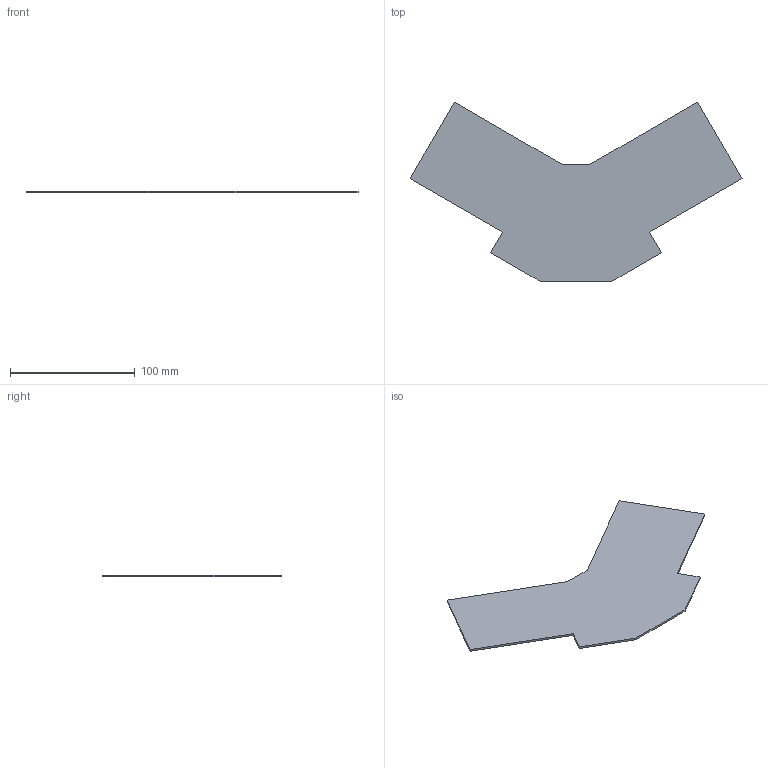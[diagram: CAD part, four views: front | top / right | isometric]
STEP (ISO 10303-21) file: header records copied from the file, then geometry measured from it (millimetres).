
FILE_DESCRIPTION(('KiCad electronic assembly'),'2;1');
FILE_NAME('case_outline.step','2023-12-04T15:25:15',('Pcbnew'),('Kicad') ,'Open CASCADE STEP processor 7.7','KiCad to STEP converter','Unknown' );
FILE_SCHEMA(('AUTOMOTIVE_DESIGN { 1 0 10303 214 1 1 1 1 }'));
Length unit declared in the file: millimetre
Products named in the file (2): case_outline 1; _autosave-plate_pcb PCB
Assembly tree (1 placements, depth 2):
  case_outline 1
    _autosave-plate_pcb PCB
Bounding box: 266.67 x 144.48 x 1.6 mm (x, y, z)
Volume: 34255.6 mm3; surface area: 43978.3 mm2
Topology: 1 solids, 1 shells, 15 faces, 39 edges, 26 vertices
Faces by surface type: plane 15
Entity records: 1009 total; most frequent: CARTESIAN_POINT 160, DIRECTION 151, LINE 117, VECTOR 117, ORIENTED_EDGE 78, PCURVE 78, DEFINITIONAL_REPRESENTATION 78, EDGE_CURVE 39
